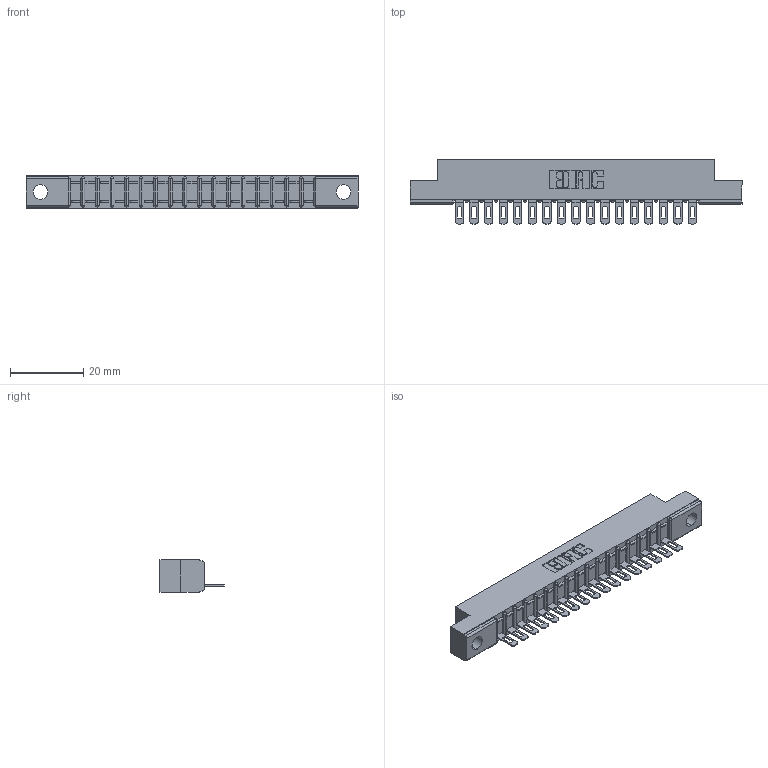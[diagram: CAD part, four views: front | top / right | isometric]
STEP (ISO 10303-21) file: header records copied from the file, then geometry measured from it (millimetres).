
FILE_DESCRIPTION (( 'STEP AP203' ), '1' );
FILE_NAME ('307-017-501-104.STEP', '2019-09-04T21:38:48', ( '' ), ( '' ), 'SwSTEP 2.0', 'SolidWorks 2016', '' );
FILE_SCHEMA (( 'CONFIG_CONTROL_DESIGN' ));
Length unit declared in the file: inch
Products named in the file (3): 307-290-002_501; 307-017-501-104; 307 Part_.156 Dia Mounting Holes
Assembly tree (18 placements, depth 2):
  307-017-501-104
    307 Part_.156 Dia Mounting Holes
    307-290-002_501  x17
Bounding box: 90.37 x 17.42 x 8.71 mm (x, y, z)
Volume: 5872.5 mm3; surface area: 10408.3 mm2
Topology: 18 solids, 18 shells, 1442 faces, 4405 edges, 2886 vertices
Faces by surface type: plane 832, cylinder 574, sphere 36
Entity records: 18868 total; most frequent: CARTESIAN_POINT 3182, ORIENTED_EDGE 3170, DIRECTION 3099, EDGE_CURVE 1585, VECTOR 1205, LINE 1205, VERTEX_POINT 1030, AXIS2_PLACEMENT_3D 947
